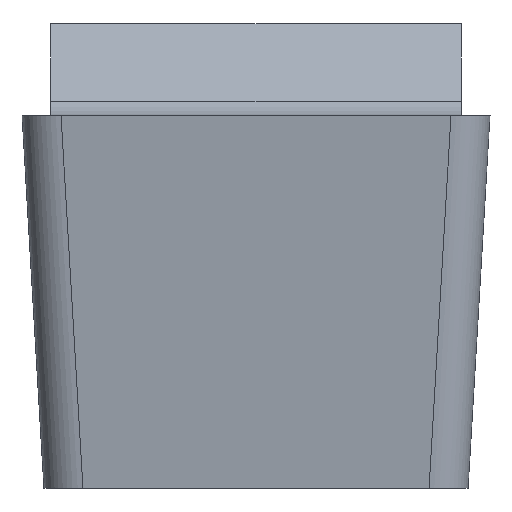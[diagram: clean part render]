
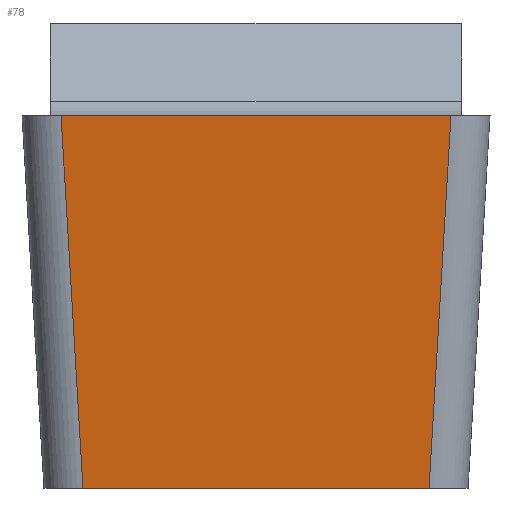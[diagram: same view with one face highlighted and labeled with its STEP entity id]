
A CAD part, front view. The second image highlights one B-rep face of the part: STEP entity #78.
In plain terms, the highlighted planar face has unit normal (0, -0.993, -0.122).
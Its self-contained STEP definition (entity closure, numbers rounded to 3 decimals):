
#78=ADVANCED_FACE('HEAD_NEUTRAL_UDF_SU2',(#118),#96,.F.);
#96=PLANE('',#549);
#118=FACE_OUTER_BOUND('',#142,.T.);
#142=EDGE_LOOP('',(#265,#266,#267,#268));
#265=ORIENTED_EDGE('',*,*,#353,.T.);
#266=ORIENTED_EDGE('',*,*,#385,.T.);
#267=ORIENTED_EDGE('',*,*,#374,.F.);
#268=ORIENTED_EDGE('',*,*,#386,.T.);
#306=VERTEX_POINT('',#790);
#307=VERTEX_POINT('',#792);
#316=VERTEX_POINT('',#833);
#317=VERTEX_POINT('',#835);
#353=EDGE_CURVE('',#307,#306,#412,.T.);
#374=EDGE_CURVE('',#316,#317,#426,.T.);
#385=EDGE_CURVE('',#306,#317,#433,.T.);
#386=EDGE_CURVE('',#316,#307,#434,.T.);
#412=LINE('',#791,#460);
#426=LINE('',#834,#474);
#433=LINE('',#888,#481);
#434=LINE('',#889,#482);
#460=VECTOR('',#601,1.);
#474=VECTOR('',#645,1.);
#481=VECTOR('',#666,1.);
#482=VECTOR('',#667,1.);
#549=AXIS2_PLACEMENT_3D('',#890,#668,#669);
#601=DIRECTION('',(1.,0.,0.));
#645=DIRECTION('',(1.,0.,0.));
#666=DIRECTION('',(0.058,-0.122,0.991));
#667=DIRECTION('',(0.058,0.122,-0.991));
#668=DIRECTION('',(0.,0.993,0.122));
#669=DIRECTION('',(1.,0.,0.));
#790=CARTESIAN_POINT('',(3.52,0.431,-7.579));
#791=CARTESIAN_POINT('',(0.,0.431,-7.579));
#792=CARTESIAN_POINT('',(-3.52,0.431,-7.579));
#833=CARTESIAN_POINT('',(-3.967,-0.5,0.));
#834=CARTESIAN_POINT('',(0.,-0.5,0.));
#835=CARTESIAN_POINT('',(3.967,-0.5,0.));
#888=CARTESIAN_POINT('',(3.953,-0.472,-0.229));
#889=CARTESIAN_POINT('',(-3.953,-0.472,-0.229));
#890=CARTESIAN_POINT('',(0.,-0.5,0.));
